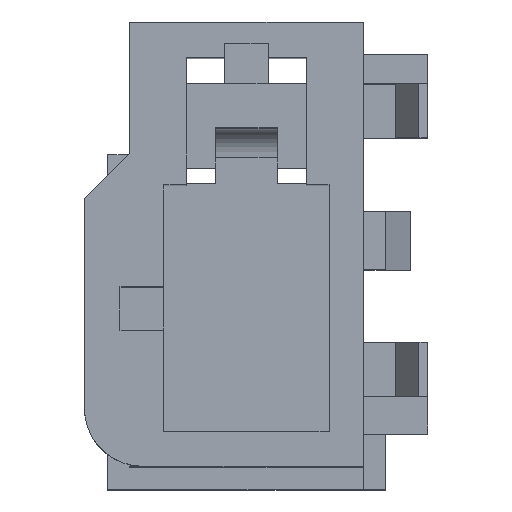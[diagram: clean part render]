
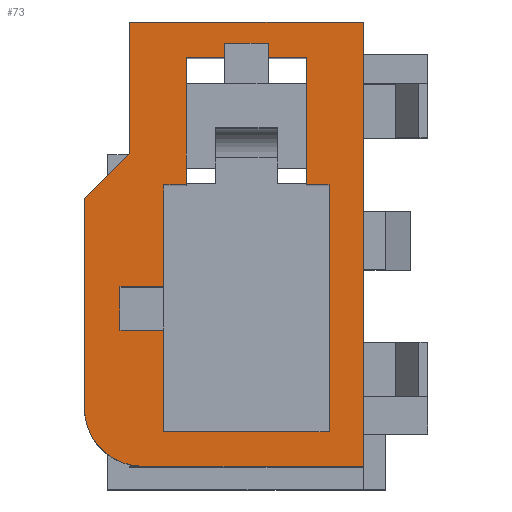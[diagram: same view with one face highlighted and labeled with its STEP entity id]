
A CAD part, top view. The second image highlights one B-rep face of the part: STEP entity #73.
In plain terms, the highlighted planar face has unit normal (0, 0, 1).
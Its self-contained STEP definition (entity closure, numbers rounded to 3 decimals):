
#42=FACE_BOUND('',#424,.T.);
#43=FACE_BOUND('',#425,.T.);
#53=CIRCLE('',#2495,2.);
#73=ADVANCED_FACE('',(#42,#43),#193,.T.);
#193=PLANE('',#2496);
#424=EDGE_LOOP('',(#620,#621,#622,#623,#624,#625,#626,#627,#628,#629,#630,
#631,#632,#633,#634,#635));
#425=EDGE_LOOP('',(#636,#637,#638,#639,#640,#641,#642));
#620=ORIENTED_EDGE('',*,*,#1532,.F.);
#621=ORIENTED_EDGE('',*,*,#1533,.F.);
#622=ORIENTED_EDGE('',*,*,#1534,.F.);
#623=ORIENTED_EDGE('',*,*,#1535,.F.);
#624=ORIENTED_EDGE('',*,*,#1531,.T.);
#625=ORIENTED_EDGE('',*,*,#1536,.T.);
#626=ORIENTED_EDGE('',*,*,#1537,.T.);
#627=ORIENTED_EDGE('',*,*,#1538,.F.);
#628=ORIENTED_EDGE('',*,*,#1539,.T.);
#629=ORIENTED_EDGE('',*,*,#1540,.T.);
#630=ORIENTED_EDGE('',*,*,#1512,.T.);
#631=ORIENTED_EDGE('',*,*,#1541,.T.);
#632=ORIENTED_EDGE('',*,*,#1542,.F.);
#633=ORIENTED_EDGE('',*,*,#1543,.F.);
#634=ORIENTED_EDGE('',*,*,#1544,.F.);
#635=ORIENTED_EDGE('',*,*,#1545,.F.);
#636=ORIENTED_EDGE('',*,*,#1546,.T.);
#637=ORIENTED_EDGE('',*,*,#1547,.T.);
#638=ORIENTED_EDGE('',*,*,#1548,.T.);
#639=ORIENTED_EDGE('',*,*,#1549,.T.);
#640=ORIENTED_EDGE('',*,*,#1550,.T.);
#641=ORIENTED_EDGE('',*,*,#1551,.T.);
#642=ORIENTED_EDGE('',*,*,#1552,.T.);
#1276=VERTEX_POINT('',#3316);
#1277=VERTEX_POINT('',#3318);
#1286=VERTEX_POINT('',#3345);
#1290=VERTEX_POINT('',#3353);
#1291=VERTEX_POINT('',#3357);
#1292=VERTEX_POINT('',#3358);
#1293=VERTEX_POINT('',#3360);
#1294=VERTEX_POINT('',#3362);
#1295=VERTEX_POINT('',#3365);
#1296=VERTEX_POINT('',#3367);
#1297=VERTEX_POINT('',#3369);
#1298=VERTEX_POINT('',#3371);
#1299=VERTEX_POINT('',#3374);
#1300=VERTEX_POINT('',#3376);
#1301=VERTEX_POINT('',#3378);
#1302=VERTEX_POINT('',#3380);
#1303=VERTEX_POINT('',#3383);
#1304=VERTEX_POINT('',#3384);
#1305=VERTEX_POINT('',#3386);
#1306=VERTEX_POINT('',#3388);
#1307=VERTEX_POINT('',#3390);
#1308=VERTEX_POINT('',#3392);
#1309=VERTEX_POINT('',#3394);
#1512=EDGE_CURVE('',#1277,#1276,#1858,.T.);
#1531=EDGE_CURVE('',#1286,#1290,#1877,.T.);
#1532=EDGE_CURVE('',#1291,#1292,#1878,.T.);
#1533=EDGE_CURVE('',#1293,#1291,#1879,.T.);
#1534=EDGE_CURVE('',#1294,#1293,#1880,.T.);
#1535=EDGE_CURVE('',#1286,#1294,#1881,.T.);
#1536=EDGE_CURVE('',#1290,#1295,#1882,.T.);
#1537=EDGE_CURVE('',#1295,#1296,#1883,.T.);
#1538=EDGE_CURVE('',#1297,#1296,#1884,.T.);
#1539=EDGE_CURVE('',#1297,#1298,#1885,.T.);
#1540=EDGE_CURVE('',#1298,#1277,#1886,.T.);
#1541=EDGE_CURVE('',#1276,#1299,#1887,.T.);
#1542=EDGE_CURVE('',#1300,#1299,#1888,.T.);
#1543=EDGE_CURVE('',#1301,#1300,#1889,.T.);
#1544=EDGE_CURVE('',#1302,#1301,#1890,.T.);
#1545=EDGE_CURVE('',#1292,#1302,#1891,.T.);
#1546=EDGE_CURVE('',#1303,#1304,#1892,.T.);
#1547=EDGE_CURVE('',#1304,#1305,#1893,.T.);
#1548=EDGE_CURVE('',#1305,#1306,#1894,.T.);
#1549=EDGE_CURVE('',#1306,#1307,#1895,.T.);
#1550=EDGE_CURVE('',#1307,#1308,#53,.T.);
#1551=EDGE_CURVE('',#1308,#1309,#1896,.T.);
#1552=EDGE_CURVE('',#1309,#1303,#1897,.T.);
#1858=LINE('',#3317,#2194);
#1877=LINE('',#3354,#2213);
#1878=LINE('',#3356,#2214);
#1879=LINE('',#3359,#2215);
#1880=LINE('',#3361,#2216);
#1881=LINE('',#3363,#2217);
#1882=LINE('',#3364,#2218);
#1883=LINE('',#3366,#2219);
#1884=LINE('',#3368,#2220);
#1885=LINE('',#3370,#2221);
#1886=LINE('',#3372,#2222);
#1887=LINE('',#3373,#2223);
#1888=LINE('',#3375,#2224);
#1889=LINE('',#3377,#2225);
#1890=LINE('',#3379,#2226);
#1891=LINE('',#3381,#2227);
#1892=LINE('',#3382,#2228);
#1893=LINE('',#3385,#2229);
#1894=LINE('',#3387,#2230);
#1895=LINE('',#3389,#2231);
#1896=LINE('',#3393,#2232);
#1897=LINE('',#3395,#2233);
#2194=VECTOR('',#2680,1.);
#2213=VECTOR('',#2707,1.);
#2214=VECTOR('',#2710,1.);
#2215=VECTOR('',#2711,1.);
#2216=VECTOR('',#2712,1.);
#2217=VECTOR('',#2713,1.);
#2218=VECTOR('',#2714,1.);
#2219=VECTOR('',#2715,1.);
#2220=VECTOR('',#2716,1.);
#2221=VECTOR('',#2717,1.);
#2222=VECTOR('',#2718,1.);
#2223=VECTOR('',#2719,1.);
#2224=VECTOR('',#2720,1.);
#2225=VECTOR('',#2721,1.);
#2226=VECTOR('',#2722,1.);
#2227=VECTOR('',#2723,1.);
#2228=VECTOR('',#2724,1.);
#2229=VECTOR('',#2725,1.);
#2230=VECTOR('',#2726,1.);
#2231=VECTOR('',#2727,1.);
#2232=VECTOR('',#2730,1.);
#2233=VECTOR('',#2731,1.);
#2495=AXIS2_PLACEMENT_3D('',#3391,#2728,#2729);
#2496=AXIS2_PLACEMENT_3D('',#3396,#2732,#2733);
#2680=DIRECTION('',(0.,-1.,0.));
#2707=DIRECTION('',(0.,1.,0.));
#2710=DIRECTION('',(0.,-1.,0.));
#2711=DIRECTION('',(-1.,0.,0.));
#2712=DIRECTION('',(0.,-1.,0.));
#2713=DIRECTION('',(-1.,0.,0.));
#2714=DIRECTION('',(1.,0.,0.));
#2715=DIRECTION('',(0.,1.,0.));
#2716=DIRECTION('',(-1.,0.,0.));
#2717=DIRECTION('',(0.,-1.,0.));
#2718=DIRECTION('',(1.,0.,0.));
#2719=DIRECTION('',(1.,0.,0.));
#2720=DIRECTION('',(0.,1.,0.));
#2721=DIRECTION('',(1.,0.,0.));
#2722=DIRECTION('',(0.,-1.,0.));
#2723=DIRECTION('',(1.,0.,0.));
#2724=DIRECTION('',(-1.,0.,0.));
#2725=DIRECTION('',(0.,-1.,0.));
#2726=DIRECTION('',(-0.707,-0.707,0.));
#2727=DIRECTION('',(0.,-1.,0.));
#2728=DIRECTION('',(0.,0.,1.));
#2729=DIRECTION('',(1.,0.,0.));
#2730=DIRECTION('',(1.,0.,0.));
#2731=DIRECTION('',(0.,1.,0.));
#2732=DIRECTION('',(0.,0.,1.));
#2733=DIRECTION('',(0.,-1.,0.));
#3316=CARTESIAN_POINT('',(2.05,4.225,14.));
#3317=CARTESIAN_POINT('',(2.05,8.375,14.));
#3318=CARTESIAN_POINT('',(2.05,8.575,14.));
#3345=CARTESIAN_POINT('',(-2.05,4.225,14.));
#3353=CARTESIAN_POINT('',(-2.05,8.575,14.));
#3354=CARTESIAN_POINT('',(-2.05,4.898,14.));
#3356=CARTESIAN_POINT('',(-4.325,0.,14.));
#3357=CARTESIAN_POINT('',(-4.325,0.75,14.));
#3358=CARTESIAN_POINT('',(-4.325,-0.75,14.));
#3359=CARTESIAN_POINT('',(0.,0.75,14.));
#3360=CARTESIAN_POINT('',(-2.825,0.75,14.));
#3361=CARTESIAN_POINT('',(-2.825,0.,14.));
#3362=CARTESIAN_POINT('',(-2.825,4.225,14.));
#3363=CARTESIAN_POINT('',(0.,4.225,14.));
#3364=CARTESIAN_POINT('',(-1.85,8.575,14.));
#3365=CARTESIAN_POINT('',(-0.75,8.575,14.));
#3366=CARTESIAN_POINT('',(-0.75,8.575,14.));
#3367=CARTESIAN_POINT('',(-0.75,9.075,14.));
#3368=CARTESIAN_POINT('',(0.,9.075,14.));
#3369=CARTESIAN_POINT('',(0.75,9.075,14.));
#3370=CARTESIAN_POINT('',(0.75,9.275,14.));
#3371=CARTESIAN_POINT('',(0.75,8.575,14.));
#3372=CARTESIAN_POINT('',(0.75,8.575,14.));
#3373=CARTESIAN_POINT('',(-2.825,4.225,14.));
#3374=CARTESIAN_POINT('',(2.825,4.225,14.));
#3375=CARTESIAN_POINT('',(2.825,0.,14.));
#3376=CARTESIAN_POINT('',(2.825,-4.225,14.));
#3377=CARTESIAN_POINT('',(0.,-4.225,14.));
#3378=CARTESIAN_POINT('',(-2.825,-4.225,14.));
#3379=CARTESIAN_POINT('',(-2.825,0.,14.));
#3380=CARTESIAN_POINT('',(-2.825,-0.75,14.));
#3381=CARTESIAN_POINT('',(0.,-0.75,14.));
#3382=CARTESIAN_POINT('',(0.,9.8,14.));
#3383=CARTESIAN_POINT('',(4.,9.8,14.));
#3384=CARTESIAN_POINT('',(-4.,9.8,14.));
#3385=CARTESIAN_POINT('',(-4.,5.4,14.));
#3386=CARTESIAN_POINT('',(-4.,5.295,14.));
#3387=CARTESIAN_POINT('',(-4.648,4.648,14.));
#3388=CARTESIAN_POINT('',(-5.545,3.75,14.));
#3389=CARTESIAN_POINT('',(-5.545,0.,14.));
#3390=CARTESIAN_POINT('',(-5.545,-3.4,14.));
#3391=CARTESIAN_POINT('',(-3.545,-3.4,14.));
#3392=CARTESIAN_POINT('',(-3.545,-5.4,14.));
#3393=CARTESIAN_POINT('',(0.,-5.4,14.));
#3394=CARTESIAN_POINT('',(4.,-5.4,14.));
#3395=CARTESIAN_POINT('',(4.,-4.4,14.));
#3396=CARTESIAN_POINT('',(0.,0.,14.));
